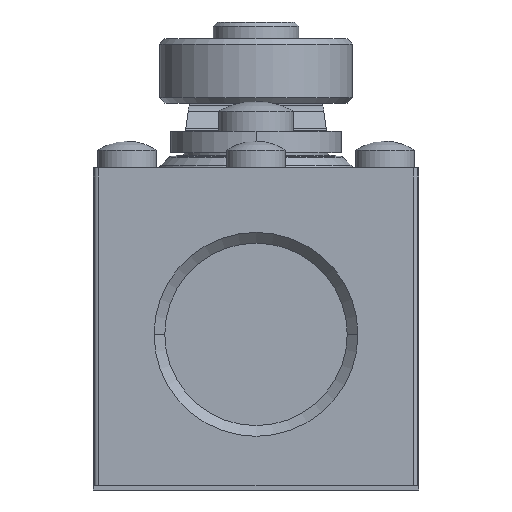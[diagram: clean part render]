
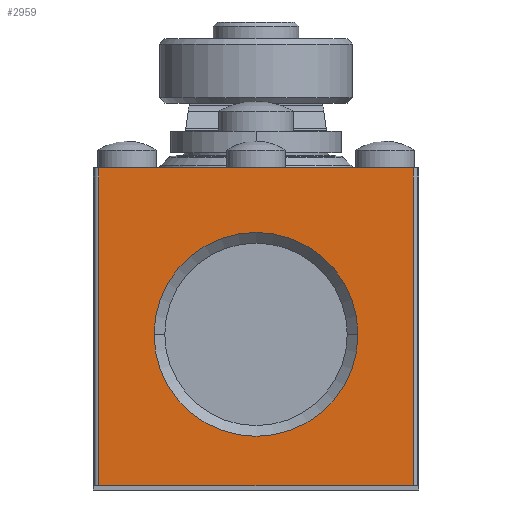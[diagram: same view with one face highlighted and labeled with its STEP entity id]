
A CAD part, front view. The second image highlights one B-rep face of the part: STEP entity #2959.
In plain terms, the highlighted planar face has unit normal (0, -1, 0).
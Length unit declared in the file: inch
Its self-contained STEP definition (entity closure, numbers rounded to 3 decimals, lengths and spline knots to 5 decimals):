
#90 = AXIS2_PLACEMENT_3D ( 'NONE', #7265, #8835, #4026 ) ;
#428 = VECTOR ( 'NONE', #6452, 39.37008 ) ;
#643 = CARTESIAN_POINT ( 'NONE',  ( -0.47244, -2.14567, 1.1811 ) ) ;
#1005 = CARTESIAN_POINT ( 'NONE',  ( 0.57677, -2.14567, 1.1811 ) ) ;
#1146 = LINE ( 'NONE', #3250, #2321 ) ;
#1263 = CARTESIAN_POINT ( 'NONE',  ( -0.47244, -2.14567, 1.1811 ) ) ;
#1308 = CARTESIAN_POINT ( 'NONE',  ( -0.37402, -2.14567, 0.57087 ) ) ;
#1693 = VERTEX_POINT ( 'NONE', #1263 ) ;
#1926 = CARTESIAN_POINT ( 'NONE',  ( -0.57677, -2.14567, 0.01575 ) ) ;
#1981 = DIRECTION ( 'NONE',  ( -1., 0., 0. ) ) ;
#2044 = CARTESIAN_POINT ( 'NONE',  ( -0.57677, -2.14567, 0.01575 ) ) ;
#2136 = EDGE_LOOP ( 'NONE', ( #6584, #9470 ) ) ;
#2321 = VECTOR ( 'NONE', #8154, 39.37008 ) ;
#2408 = VECTOR ( 'NONE', #10330, 39.37008 ) ;
#2463 = VECTOR ( 'NONE', #8519, 39.37008 ) ;
#2481 = VERTEX_POINT ( 'NONE', #7223 ) ;
#2867 = EDGE_CURVE ( 'NONE', #9995, #9232, #4012, .T. ) ;
#2891 = ORIENTED_EDGE ( 'NONE', *, *, #8516, .F. ) ;
#2959 = ADVANCED_FACE ( 'NONE', ( #9180, #6969 ), #7199, .T. ) ;
#3109 = DIRECTION ( 'NONE',  ( 0., 1., 0. ) ) ;
#3250 = CARTESIAN_POINT ( 'NONE',  ( 0.57677, -2.14567, 1.1811 ) ) ;
#3252 = DIRECTION ( 'NONE',  ( 0., 0., -1. ) ) ;
#3569 = CARTESIAN_POINT ( 'NONE',  ( 0.47244, -2.14567, 1.1811 ) ) ;
#3707 = LINE ( 'NONE', #6974, #6022 ) ;
#3804 = DIRECTION ( 'NONE',  ( 1., 0., 0. ) ) ;
#4012 = CIRCLE ( 'NONE', #90, 0.37402 ) ;
#4026 = DIRECTION ( 'NONE',  ( 1., 0., 0. ) ) ;
#4085 = VERTEX_POINT ( 'NONE', #8794 ) ;
#4276 = EDGE_LOOP ( 'NONE', ( #9743, #5628, #5856, #6044, #6656, #2891 ) ) ;
#4816 = EDGE_CURVE ( 'NONE', #2481, #5325, #9607, .T. ) ;
#5119 = CARTESIAN_POINT ( 'NONE',  ( 0.37402, -2.14567, 0.57087 ) ) ;
#5258 = CARTESIAN_POINT ( 'NONE',  ( 0.57677, -2.14567, 0.01575 ) ) ;
#5325 = VERTEX_POINT ( 'NONE', #3569 ) ;
#5590 = CARTESIAN_POINT ( 'NONE',  ( 0., -2.14567, 0.57087 ) ) ;
#5628 = ORIENTED_EDGE ( 'NONE', *, *, #7742, .F. ) ;
#5856 = ORIENTED_EDGE ( 'NONE', *, *, #4816, .T. ) ;
#5943 = AXIS2_PLACEMENT_3D ( 'NONE', #9159, #10700, #3252 ) ;
#5981 = VERTEX_POINT ( 'NONE', #9660 ) ;
#6022 = VECTOR ( 'NONE', #1981, 39.37008 ) ;
#6044 = ORIENTED_EDGE ( 'NONE', *, *, #6267, .T. ) ;
#6267 = EDGE_CURVE ( 'NONE', #5325, #1693, #3707, .T. ) ;
#6347 = EDGE_CURVE ( 'NONE', #9232, #9995, #9529, .T. ) ;
#6452 = DIRECTION ( 'NONE',  ( -1., 0., 0. ) ) ;
#6584 = ORIENTED_EDGE ( 'NONE', *, *, #2867, .T. ) ;
#6656 = ORIENTED_EDGE ( 'NONE', *, *, #8760, .T. ) ;
#6894 = DIRECTION ( 'NONE',  ( 1., 0., 0. ) ) ;
#6969 = FACE_OUTER_BOUND ( 'NONE', #4276, .T. ) ;
#6974 = CARTESIAN_POINT ( 'NONE',  ( 0.47244, -2.14567, 1.1811 ) ) ;
#7199 = PLANE ( 'NONE',  #5943 ) ;
#7223 = CARTESIAN_POINT ( 'NONE',  ( 0.57677, -2.14567, 1.1811 ) ) ;
#7265 = CARTESIAN_POINT ( 'NONE',  ( 0., -2.14567, 0.57087 ) ) ;
#7742 = EDGE_CURVE ( 'NONE', #2481, #8492, #1146, .T. ) ;
#8154 = DIRECTION ( 'NONE',  ( 0., 0., -1. ) ) ;
#8423 = AXIS2_PLACEMENT_3D ( 'NONE', #5590, #3109, #3804 ) ;
#8492 = VERTEX_POINT ( 'NONE', #5258 ) ;
#8516 = EDGE_CURVE ( 'NONE', #5981, #4085, #9149, .T. ) ;
#8519 = DIRECTION ( 'NONE',  ( -1., 0., 0. ) ) ;
#8760 = EDGE_CURVE ( 'NONE', #1693, #4085, #10585, .T. ) ;
#8794 = CARTESIAN_POINT ( 'NONE',  ( -0.57677, -2.14567, 1.1811 ) ) ;
#8835 = DIRECTION ( 'NONE',  ( 0., 1., 0. ) ) ;
#8947 = LINE ( 'NONE', #2044, #9474 ) ;
#9149 = LINE ( 'NONE', #1926, #2408 ) ;
#9159 = CARTESIAN_POINT ( 'NONE',  ( 0.59646, -2.14567, 0. ) ) ;
#9180 = FACE_BOUND ( 'NONE', #2136, .T. ) ;
#9232 = VERTEX_POINT ( 'NONE', #1308 ) ;
#9470 = ORIENTED_EDGE ( 'NONE', *, *, #6347, .T. ) ;
#9474 = VECTOR ( 'NONE', #6894, 39.37008 ) ;
#9529 = CIRCLE ( 'NONE', #8423, 0.37402 ) ;
#9607 = LINE ( 'NONE', #1005, #2463 ) ;
#9660 = CARTESIAN_POINT ( 'NONE',  ( -0.57677, -2.14567, 0.01575 ) ) ;
#9743 = ORIENTED_EDGE ( 'NONE', *, *, #10005, .T. ) ;
#9995 = VERTEX_POINT ( 'NONE', #5119 ) ;
#10005 = EDGE_CURVE ( 'NONE', #5981, #8492, #8947, .T. ) ;
#10330 = DIRECTION ( 'NONE',  ( 0., 0., 1. ) ) ;
#10585 = LINE ( 'NONE', #643, #428 ) ;
#10700 = DIRECTION ( 'NONE',  ( 0., -1., 0. ) ) ;
